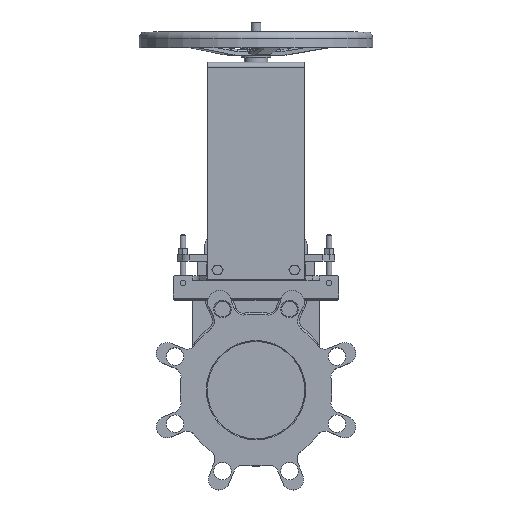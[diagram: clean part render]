
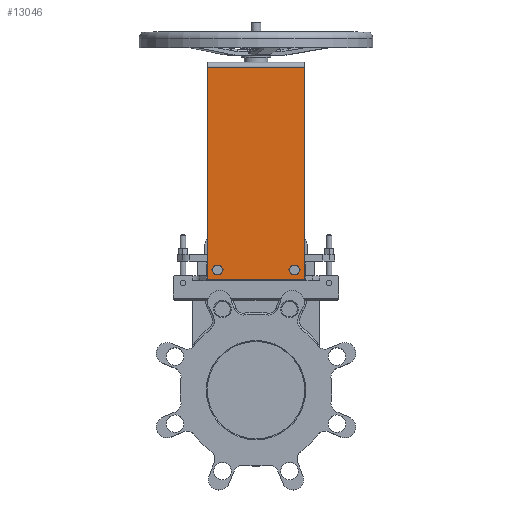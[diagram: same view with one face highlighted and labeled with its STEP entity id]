
A CAD part, top view. The second image highlights one B-rep face of the part: STEP entity #13046.
In plain terms, the highlighted planar face has unit normal (0, 0, 1).
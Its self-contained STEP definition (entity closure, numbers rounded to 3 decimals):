
#643=CIRCLE('',#14010,4.);
#644=CIRCLE('',#14011,4.);
#1236=FACE_BOUND('',#2244,.T.);
#1237=FACE_BOUND('',#2245,.T.);
#1469=FACE_OUTER_BOUND('',#2243,.T.);
#2243=EDGE_LOOP('',(#8726,#8727,#8728,#8729));
#2244=EDGE_LOOP('',(#8730));
#2245=EDGE_LOOP('',(#8731));
#3145=LINE('',#20006,#4057);
#3155=LINE('',#20031,#4067);
#3156=LINE('',#20034,#4068);
#3157=LINE('',#20035,#4069);
#4057=VECTOR('',#15784,10.);
#4067=VECTOR('',#15802,10.);
#4068=VECTOR('',#15805,10.);
#4069=VECTOR('',#15806,10.);
#5280=VERTEX_POINT('',#20003);
#5281=VERTEX_POINT('',#20005);
#5292=VERTEX_POINT('',#20029);
#5293=VERTEX_POINT('',#20033);
#5294=VERTEX_POINT('',#20036);
#5295=VERTEX_POINT('',#20038);
#6571=EDGE_CURVE('',#5280,#5281,#3145,.T.);
#6584=EDGE_CURVE('',#5292,#5280,#3155,.T.);
#6585=EDGE_CURVE('',#5293,#5292,#3156,.T.);
#6586=EDGE_CURVE('',#5281,#5293,#3157,.T.);
#6587=EDGE_CURVE('',#5294,#5294,#643,.T.);
#6588=EDGE_CURVE('',#5295,#5295,#644,.T.);
#8726=ORIENTED_EDGE('',*,*,#6584,.F.);
#8727=ORIENTED_EDGE('',*,*,#6585,.F.);
#8728=ORIENTED_EDGE('',*,*,#6586,.F.);
#8729=ORIENTED_EDGE('',*,*,#6571,.F.);
#8730=ORIENTED_EDGE('',*,*,#6587,.F.);
#8731=ORIENTED_EDGE('',*,*,#6588,.F.);
#12030=PLANE('',#14009);
#13046=ADVANCED_FACE('',(#1469,#1236,#1237),#12030,.F.);
#14009=AXIS2_PLACEMENT_3D('',#20032,#15803,#15804);
#14010=AXIS2_PLACEMENT_3D('',#20037,#15807,#15808);
#14011=AXIS2_PLACEMENT_3D('',#20039,#15809,#15810);
#15784=DIRECTION('',(0.,-1.,0.));
#15802=DIRECTION('',(1.,0.,0.));
#15803=DIRECTION('center_axis',(0.,0.,-1.));
#15804=DIRECTION('ref_axis',(-1.,0.,0.));
#15805=DIRECTION('',(0.,1.,0.));
#15806=DIRECTION('',(-1.,0.,0.));
#15807=DIRECTION('center_axis',(0.,0.,1.));
#15808=DIRECTION('ref_axis',(1.,0.,0.));
#15809=DIRECTION('center_axis',(0.,0.,1.));
#15810=DIRECTION('ref_axis',(1.,0.,0.));
#20003=CARTESIAN_POINT('',(50.19,331.54,28.5));
#20005=CARTESIAN_POINT('',(50.19,113.54,28.5));
#20006=CARTESIAN_POINT('',(50.19,333.54,28.5));
#20029=CARTESIAN_POINT('',(-50.19,331.54,28.5));
#20031=CARTESIAN_POINT('',(0.,331.54,28.5));
#20032=CARTESIAN_POINT('Origin',(0.,223.54,
28.5));
#20033=CARTESIAN_POINT('',(-50.19,113.54,28.5));
#20034=CARTESIAN_POINT('',(-50.19,333.54,28.5));
#20035=CARTESIAN_POINT('',(50.19,113.54,28.5));
#20036=CARTESIAN_POINT('',(-43.525,123.427,28.5));
#20037=CARTESIAN_POINT('Origin',(-39.525,123.427,28.5));
#20038=CARTESIAN_POINT('',(35.525,123.427,28.5));
#20039=CARTESIAN_POINT('Origin',(39.525,123.427,28.5));
